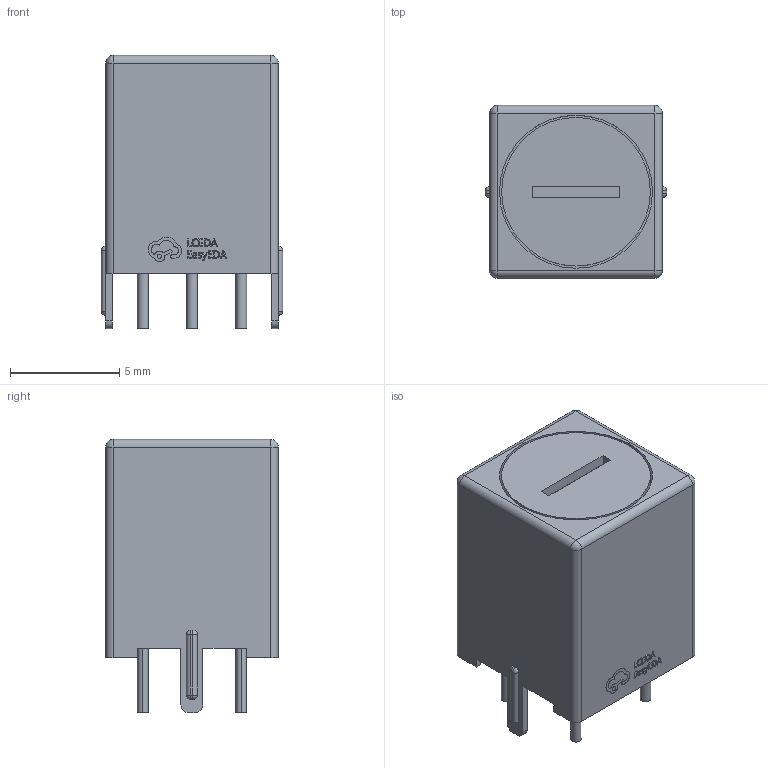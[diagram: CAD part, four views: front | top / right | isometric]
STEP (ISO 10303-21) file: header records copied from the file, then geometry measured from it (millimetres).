
FILE_DESCRIPTION (( 'STEP AP214' ), '1' );
FILE_NAME ('XFMR-TH_L7.9-W7.9-P4.50_K4000004.STEP', '2025-02-19T15:50:21', ( '' ), ( '' ), 'SwSTEP 2.0', 'SolidWorks 2020', '' );
FILE_SCHEMA (( 'AUTOMOTIVE_DESIGN' ));
Length unit declared in the file: millimetre
Products named in the file (1): XFMR-TH_L7.9-W7.9-P4.50_K4000004
Bounding box: 8.3 x 7.91 x 12.5 mm (x, y, z)
Volume: 578.5 mm3; surface area: 578.8 mm2
Topology: 1 solids, 1 shells, 314 faces, 841 edges, 546 vertices
Faces by surface type: plane 166, bspline 98, cylinder 38, sphere 12
Entity records: 13657 total; most frequent: CARTESIAN_POINT 2996, ORIENTED_EDGE 1658, DIRECTION 1147, EDGE_CURVE 829, VERTEX_POINT 546, VECTOR 545, LINE 545, EDGE_LOOP 343
